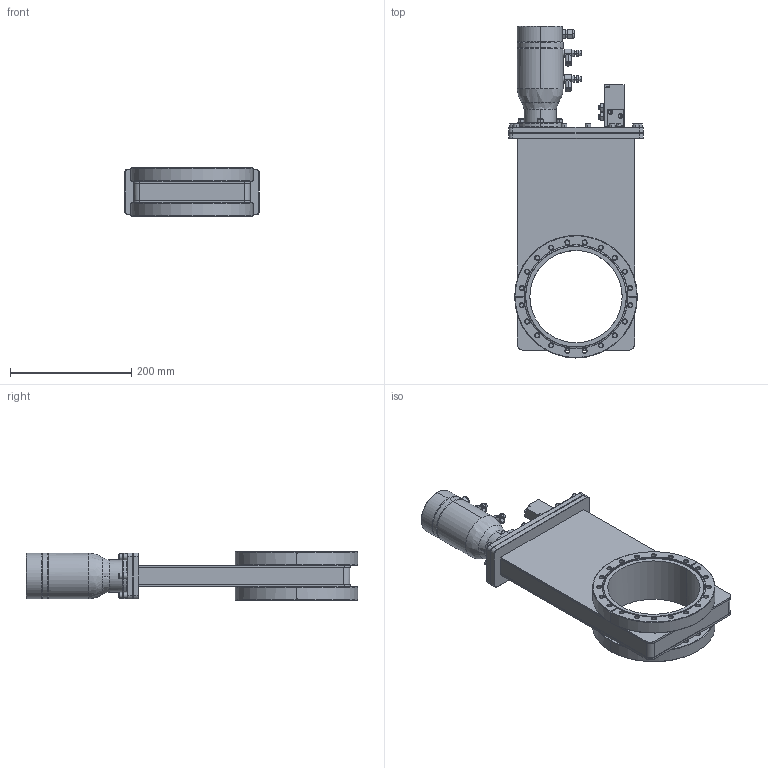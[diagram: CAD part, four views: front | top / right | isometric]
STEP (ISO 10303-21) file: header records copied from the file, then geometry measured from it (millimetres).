
FILE_DESCRIPTION (( 'STEP AP203' ), '1' );
FILE_NAME ('GVMP-S10642.STEP', '2023-06-21T15:09:45', ( '' ), ( '' ), 'SwSTEP 2.0', 'SolidWorks 2020', '' );
FILE_SCHEMA (( 'CONFIG_CONTROL_DESIGN' ));
Products named in the file (1): GVMP-S10642
Bounding box: 222.25 x 548.08 x 80.39 mm (x, y, z)
Surface area: 344363.9 mm2 (no closed solid volume)
Topology: 0 solids, 47 shells, 1018 faces, 2617 edges, 1750 vertices
Faces by surface type: plane 453, cylinder 319, cone 229, bspline 17
Entity records: 50715 total; most frequent: CARTESIAN_POINT 27888, ORIENTED_EDGE 5038, DIRECTION 3839, EDGE_CURVE 2615, VERTEX_POINT 1750, AXIS2_PLACEMENT_3D 1367, EDGE_LOOP 1175, B_SPLINE_CURVE_WITH_KNOTS 1143
